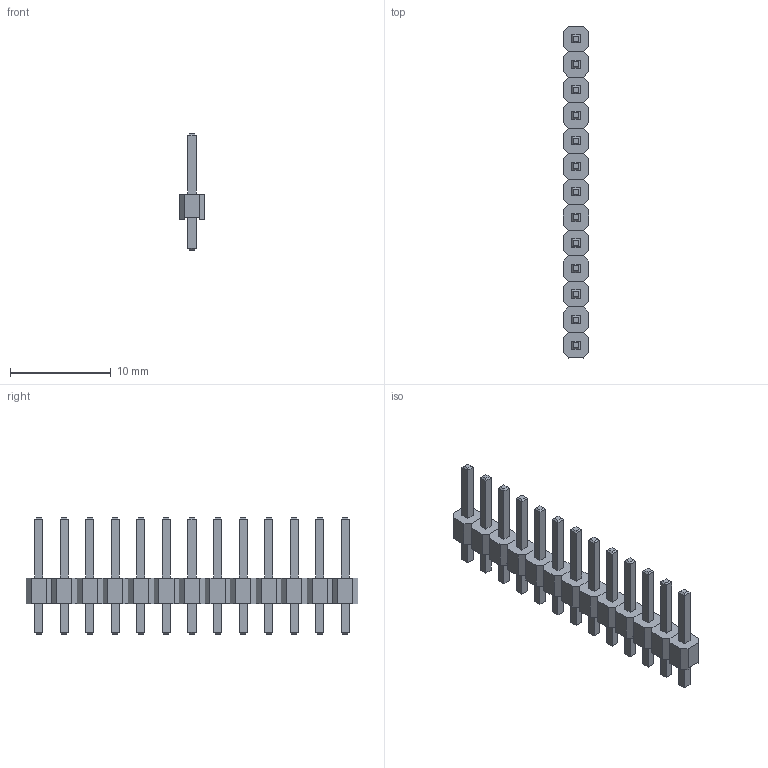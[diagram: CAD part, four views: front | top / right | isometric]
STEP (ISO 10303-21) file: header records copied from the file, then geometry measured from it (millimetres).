
FILE_DESCRIPTION(('FreeCAD Model'),'2;1');
FILE_NAME('1x13.stp', '2015-04-12T18:39:11',('FreeCAD'),('FreeCAD'), 'Open CASCADE STEP processor 6.7','FreeCAD','Unknown');
FILE_SCHEMA(('AUTOMOTIVE_DESIGN_CC2 { 1 2 10303 214 -1 1 5 4 }'));
Length unit declared in the file: millimetre
Products named in the file (2): Array; Array001
Bounding box: 2.54 x 33.02 x 11.54 mm (x, y, z)
Volume: 261 mm3; surface area: 1023.5 mm2
Topology: 26 solids, 26 shells, 416 faces, 936 edges, 572 vertices
Faces by surface type: plane 416
Entity records: 23430 total; most frequent: CARTESIAN_POINT 3927, DIRECTION 3512, LINE 2678, VECTOR 2678, ORIENTED_EDGE 1872, PCURVE 1872, DEFINITIONAL_REPRESENTATION 1872, EDGE_CURVE 936
